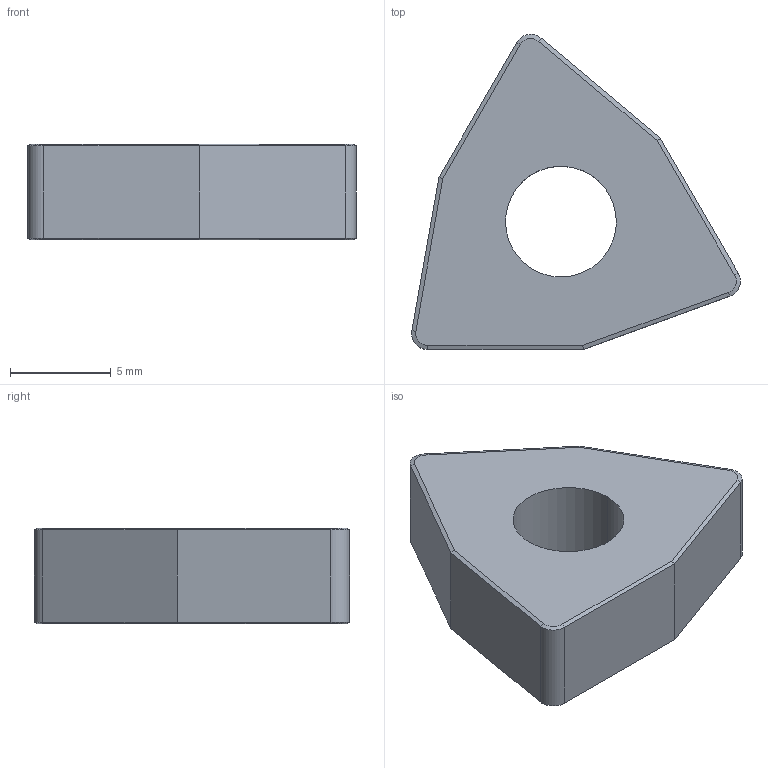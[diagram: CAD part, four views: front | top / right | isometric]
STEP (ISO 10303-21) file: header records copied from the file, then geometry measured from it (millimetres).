
FILE_DESCRIPTION(('CATIA V5 STEP','CAx-IF Rec.Pracs.--- Model Styling and Organization---1.2---2011-12-15'),'2;1');
FILE_NAME('5700316-D-M.stp','2018-12-12T10:09:24+00:00',('none'),('none'),'CATIA Version 5 Release 21 SP 5 (IN-10)','CATIA V5 STEP AP214','none');
FILE_SCHEMA(('AUTOMOTIVE_DESIGN { 1 0 10303 214 1 1 1 1 }'));
Length unit declared in the file: millimetre
Products named in the file (1): WNGA 080408T
Bounding box: 16.33 x 15.65 x 4.76 mm (x, y, z)
Volume: 671 mm3; surface area: 599.2 mm2
Topology: 1 solids, 1 shells, 31 faces, 78 edges, 50 vertices
Faces by surface type: plane 20, cone 6, cylinder 5
Entity records: 955 total; most frequent: CARTESIAN_POINT 208, ORIENTED_EDGE 138, DIRECTION 134, EDGE_CURVE 69, VECTOR 53, LINE 53, AXIS2_PLACEMENT_3D 49, VERTEX_POINT 40
